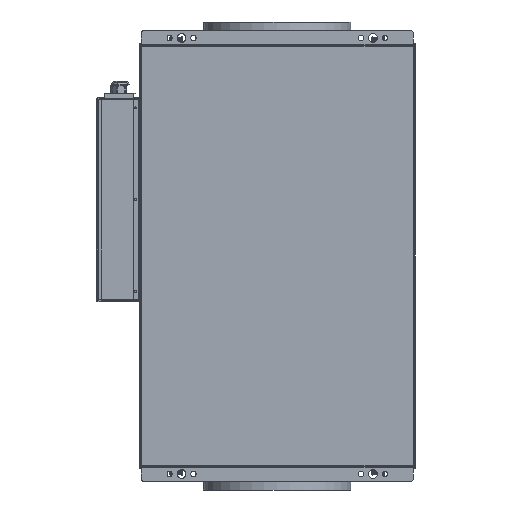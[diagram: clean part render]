
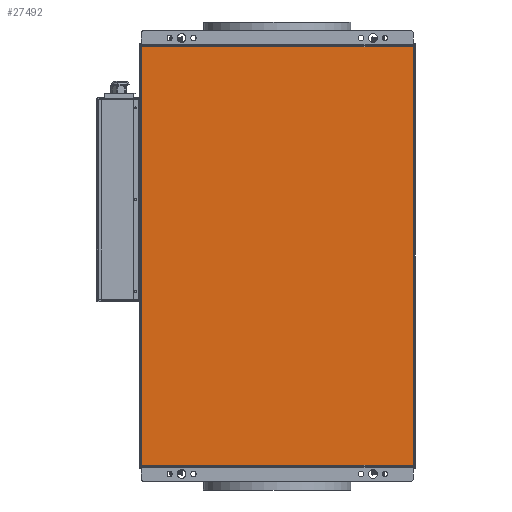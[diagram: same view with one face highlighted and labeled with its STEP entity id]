
A CAD part, front view. The second image highlights one B-rep face of the part: STEP entity #27492.
In plain terms, the highlighted planar face has unit normal (0, -1, 0).
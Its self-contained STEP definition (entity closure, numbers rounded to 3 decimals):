
#13 = VERTEX_POINT ( 'NONE', #23459 ) ;
#809 = AXIS2_PLACEMENT_3D ( 'NONE', #25942, #9585, #28672 ) ;
#1369 = ORIENTED_EDGE ( 'NONE', *, *, #22523, .T. ) ;
#1544 = DIRECTION ( 'NONE',  ( -1., 0., 0. ) ) ;
#1941 = CARTESIAN_POINT ( 'NONE',  ( -228.901, -173.65, -353. ) ) ;
#2173 = EDGE_CURVE ( 'NONE', #5336, #8923, #21755, .T. ) ;
#4148 = CARTESIAN_POINT ( 'NONE',  ( -228.901, -173.65, -355. ) ) ;
#5225 = VECTOR ( 'NONE', #1544, 1000. ) ;
#5336 = VERTEX_POINT ( 'NONE', #24226 ) ;
#8923 = VERTEX_POINT ( 'NONE', #22336 ) ;
#9585 = DIRECTION ( 'NONE',  ( 0., -1., 0. ) ) ;
#13999 = LINE ( 'NONE', #15636, #26838 ) ;
#14135 = ORIENTED_EDGE ( 'NONE', *, *, #15142, .T. ) ;
#14660 = VERTEX_POINT ( 'NONE', #23467 ) ;
#15142 = EDGE_CURVE ( 'NONE', #8923, #14660, #13999, .T. ) ;
#15636 = CARTESIAN_POINT ( 'NONE',  ( 230.099, -173.65, 355. ) ) ;
#18482 = LINE ( 'NONE', #4148, #32179 ) ;
#20239 = ORIENTED_EDGE ( 'NONE', *, *, #2173, .T. ) ;
#21755 = LINE ( 'NONE', #1941, #22611 ) ;
#22336 = CARTESIAN_POINT ( 'NONE',  ( 230.099, -173.65, -353. ) ) ;
#22523 = EDGE_CURVE ( 'NONE', #13, #5336, #18482, .T. ) ;
#22611 = VECTOR ( 'NONE', #23785, 1000. ) ;
#23292 = DIRECTION ( 'NONE',  ( 0., 0., -1. ) ) ;
#23459 = CARTESIAN_POINT ( 'NONE',  ( -228.901, -173.65, 353. ) ) ;
#23467 = CARTESIAN_POINT ( 'NONE',  ( 230.099, -173.65, 353. ) ) ;
#23785 = DIRECTION ( 'NONE',  ( 1., 0., 0. ) ) ;
#24226 = CARTESIAN_POINT ( 'NONE',  ( -228.901, -173.65, -353. ) ) ;
#25126 = EDGE_LOOP ( 'NONE', ( #1369, #20239, #14135, #30584 ) ) ;
#25942 = CARTESIAN_POINT ( 'NONE',  ( -230.901, -173.65, 355. ) ) ;
#26838 = VECTOR ( 'NONE', #34863, 1000. ) ;
#27032 = LINE ( 'NONE', #34335, #5225 ) ;
#27492 = ADVANCED_FACE ( 'NONE', ( #31898 ), #34132, .T. ) ;
#28440 = EDGE_CURVE ( 'NONE', #14660, #13, #27032, .T. ) ;
#28672 = DIRECTION ( 'NONE',  ( 0., 0., -1. ) ) ;
#30584 = ORIENTED_EDGE ( 'NONE', *, *, #28440, .T. ) ;
#31898 = FACE_OUTER_BOUND ( 'NONE', #25126, .T. ) ;
#32179 = VECTOR ( 'NONE', #23292, 1000. ) ;
#34132 = PLANE ( 'NONE',  #809 ) ;
#34335 = CARTESIAN_POINT ( 'NONE',  ( 230.099, -173.65, 353. ) ) ;
#34863 = DIRECTION ( 'NONE',  ( 0., 0., 1. ) ) ;
